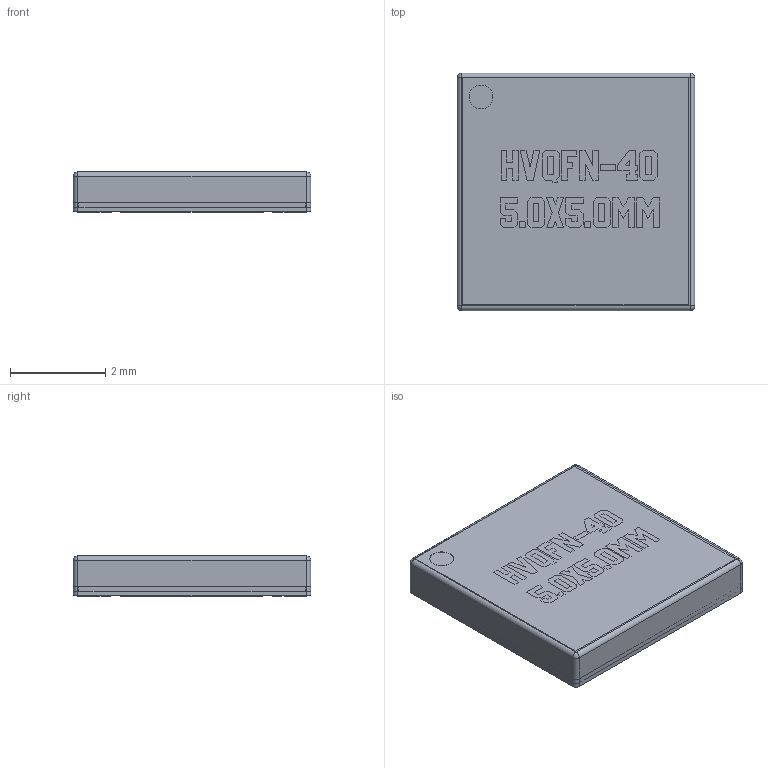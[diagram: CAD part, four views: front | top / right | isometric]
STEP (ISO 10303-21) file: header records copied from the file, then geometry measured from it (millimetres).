
FILE_DESCRIPTION(('FreeCAD Model'),'2;1');
FILE_NAME('Open CASCADE Shape Model','2021-11-18T15:30:40',('Author'),( ''),'Open CASCADE STEP processor 7.5','FreeCAD','Unknown');
FILE_SCHEMA(('AUTOMOTIVE_DESIGN { 1 0 10303 214 1 1 1 1 }'));
Length unit declared in the file: millimetre
Products named in the file (4): Part; Pins; Marking; Body
Assembly tree (3 placements, depth 2):
  Part
    Pins
    Marking
    Body
Bounding box: 5 x 5 x 0.85 mm (x, y, z)
Surface area: 174.7 mm2
Topology: 3 solids, 3 shells, 633 faces, 1689 edges, 1125 vertices
Faces by surface type: plane 463, extrusion 153, cylinder 13, sphere 4
Full cylindrical faces by diameter (mm): 0.5 x1
Entity records: 42367 total; most frequent: CARTESIAN_POINT 9136, DIRECTION 5586, VECTOR 4556, LINE 4403, ORIENTED_EDGE 3370, PCURVE 3370, DEFINITIONAL_REPRESENTATION 3370, EDGE_CURVE 1685
